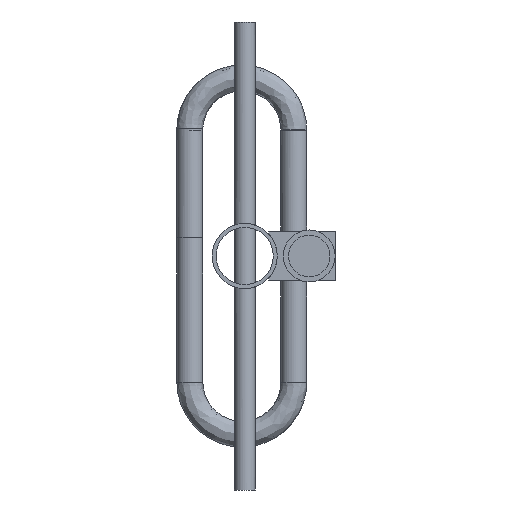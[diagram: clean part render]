
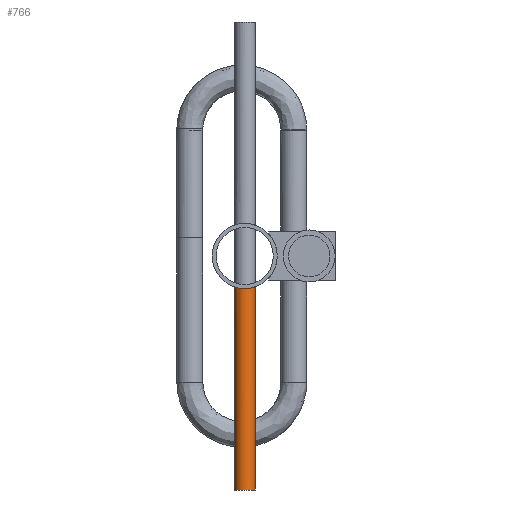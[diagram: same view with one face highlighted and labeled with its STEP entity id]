
A CAD part, front view. The second image highlights one B-rep face of the part: STEP entity #766.
In plain terms, the highlighted cylindrical face has radius 4 mm (diameter 8 mm), a partial arc.
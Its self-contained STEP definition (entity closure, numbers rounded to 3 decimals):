
#319 = ORIENTED_EDGE ( 'NONE', *, *, #3197, .F. ) ;
#326 = EDGE_CURVE ( 'NONE', #6246, #5935, #1464, .T. ) ;
#446 = CARTESIAN_POINT ( 'NONE',  ( -3.011, -138.646, -12.133 ) ) ;
#579 = CARTESIAN_POINT ( 'NONE',  ( 1.78, -139.592, -12.375 ) ) ;
#766 = ADVANCED_FACE ( 'NONE', ( #4053 ), #6690, .T. ) ;
#1012 = CARTESIAN_POINT ( 'NONE',  ( -2.008, -139.47, -12.34 ) ) ;
#1046 = CARTESIAN_POINT ( 'NONE',  ( 3.594, -137.776, -11.973 ) ) ;
#1100 = EDGE_LOOP ( 'NONE', ( #6325, #319, #1369, #1745 ) ) ;
#1115 = CARTESIAN_POINT ( 'NONE',  ( -3.469, -138.009, -12.01 ) ) ;
#1274 = CARTESIAN_POINT ( 'NONE',  ( -4., -136., -11.843 ) ) ;
#1369 = ORIENTED_EDGE ( 'NONE', *, *, #2887, .T. ) ;
#1422 = VECTOR ( 'NONE', #5283, 1000. ) ;
#1464 = LINE ( 'NONE', #5818, #1422 ) ;
#1476 = CARTESIAN_POINT ( 'NONE',  ( -3.871, -137.041, -11.886 ) ) ;
#1580 = CARTESIAN_POINT ( 'NONE',  ( -0.265, -140., -12.5 ) ) ;
#1649 = CARTESIAN_POINT ( 'NONE',  ( -3.179, -138.442, -12.09 ) ) ;
#1653 = AXIS2_PLACEMENT_3D ( 'NONE', #2974, #2402, #5020 ) ;
#1745 = ORIENTED_EDGE ( 'NONE', *, *, #3974, .T. ) ;
#1767 = VECTOR ( 'NONE', #4095, 1000. ) ;
#1914 = CARTESIAN_POINT ( 'NONE',  ( -4., -136., 90. ) ) ;
#1956 = CARTESIAN_POINT ( 'NONE',  ( 4., -136., -11.843 ) ) ;
#2012 = CARTESIAN_POINT ( 'NONE',  ( -4., -136.266, -11.843 ) ) ;
#2084 = CARTESIAN_POINT ( 'NONE',  ( -2.645, -139.012, -12.218 ) ) ;
#2117 = CARTESIAN_POINT ( 'NONE',  ( -2.444, -139.177, -12.261 ) ) ;
#2402 = DIRECTION ( 'NONE',  ( 0., 0., -1. ) ) ;
#2438 = B_SPLINE_CURVE_WITH_KNOTS ( 'NONE', 3,
 ( #4724, #2012, #6364, #1476, #3655, #5832, #1115, #1649, #446, #2084, #2117, #1012, #4300, #5399, #3759, #2683, #1580, #4262, #7034, #5934, #5329, #579, #6432, #4837, #3181, #4900, #6469, #3284, #1046, #6500, #4938, #3727, #5463, #3829 ),
 .UNSPECIFIED., .F., .F.,
 ( 4, 2, 2, 2, 2, 2, 2, 2, 2, 2, 2, 2, 2, 2, 2, 2, 4 ),
 ( 0., 0.001, 0.002, 0.002, 0.003, 0.004, 0.005, 0.006, 0.006, 0.007, 0.008, 0.009, 0.009, 0.01, 0.011, 0.012, 0.013 ),
 .UNSPECIFIED. ) ;
#2683 = CARTESIAN_POINT ( 'NONE',  ( -0.525, -139.974, -12.492 ) ) ;
#2887 = EDGE_CURVE ( 'NONE', #3656, #6088, #2981, .T. ) ;
#2946 = CARTESIAN_POINT ( 'NONE',  ( -4., -136., -90. ) ) ;
#2974 = CARTESIAN_POINT ( 'NONE',  ( 0., -136., 90. ) ) ;
#2981 = LINE ( 'NONE', #1914, #1767 ) ;
#3023 = DIRECTION ( 'NONE',  ( 0., 0., 1. ) ) ;
#3181 = CARTESIAN_POINT ( 'NONE',  ( 2.646, -139.011, -12.218 ) ) ;
#3197 = EDGE_CURVE ( 'NONE', #3656, #6246, #2438, .T. ) ;
#3284 = CARTESIAN_POINT ( 'NONE',  ( 3.468, -138.01, -12.01 ) ) ;
#3655 = CARTESIAN_POINT ( 'NONE',  ( -3.793, -137.296, -11.911 ) ) ;
#3656 = VERTEX_POINT ( 'NONE', #1274 ) ;
#3727 = CARTESIAN_POINT ( 'NONE',  ( 3.974, -136.528, -11.852 ) ) ;
#3759 = CARTESIAN_POINT ( 'NONE',  ( -1.043, -139.871, -12.459 ) ) ;
#3829 = CARTESIAN_POINT ( 'NONE',  ( 4., -136., -11.843 ) ) ;
#3974 = EDGE_CURVE ( 'NONE', #6088, #5935, #5021, .T. ) ;
#4053 = FACE_OUTER_BOUND ( 'NONE', #1100, .T. ) ;
#4095 = DIRECTION ( 'NONE',  ( 0., 0., -1. ) ) ;
#4138 = CARTESIAN_POINT ( 'NONE',  ( 0., -136., -90. ) ) ;
#4262 = CARTESIAN_POINT ( 'NONE',  ( 0.261, -140., -12.5 ) ) ;
#4300 = CARTESIAN_POINT ( 'NONE',  ( -1.778, -139.593, -12.375 ) ) ;
#4343 = AXIS2_PLACEMENT_3D ( 'NONE', #4138, #3023, #6843 ) ;
#4724 = CARTESIAN_POINT ( 'NONE',  ( -4., -136., -11.843 ) ) ;
#4837 = CARTESIAN_POINT ( 'NONE',  ( 2.442, -139.178, -12.261 ) ) ;
#4900 = CARTESIAN_POINT ( 'NONE',  ( 3.014, -138.642, -12.133 ) ) ;
#4938 = CARTESIAN_POINT ( 'NONE',  ( 3.87, -137.045, -11.886 ) ) ;
#5020 = DIRECTION ( 'NONE',  ( -1., 0., 0. ) ) ;
#5021 = CIRCLE ( 'NONE', #4343, 4. ) ;
#5283 = DIRECTION ( 'NONE',  ( 0., 0., -1. ) ) ;
#5329 = CARTESIAN_POINT ( 'NONE',  ( 1.293, -139.794, -12.435 ) ) ;
#5399 = CARTESIAN_POINT ( 'NONE',  ( -1.297, -139.793, -12.435 ) ) ;
#5463 = CARTESIAN_POINT ( 'NONE',  ( 4., -136.262, -11.843 ) ) ;
#5818 = CARTESIAN_POINT ( 'NONE',  ( 4., -136., 90. ) ) ;
#5832 = CARTESIAN_POINT ( 'NONE',  ( -3.592, -137.78, -11.973 ) ) ;
#5934 = CARTESIAN_POINT ( 'NONE',  ( 1.043, -139.871, -12.459 ) ) ;
#5935 = VERTEX_POINT ( 'NONE', #6147 ) ;
#6088 = VERTEX_POINT ( 'NONE', #2946 ) ;
#6147 = CARTESIAN_POINT ( 'NONE',  ( 4., -136., -90. ) ) ;
#6246 = VERTEX_POINT ( 'NONE', #1956 ) ;
#6325 = ORIENTED_EDGE ( 'NONE', *, *, #326, .F. ) ;
#6364 = CARTESIAN_POINT ( 'NONE',  ( -3.974, -136.528, -11.852 ) ) ;
#6432 = CARTESIAN_POINT ( 'NONE',  ( 2.011, -139.468, -12.339 ) ) ;
#6469 = CARTESIAN_POINT ( 'NONE',  ( 3.179, -138.442, -12.09 ) ) ;
#6500 = CARTESIAN_POINT ( 'NONE',  ( 3.794, -137.294, -11.911 ) ) ;
#6690 = CYLINDRICAL_SURFACE ( 'NONE', #1653, 4. ) ;
#6843 = DIRECTION ( 'NONE',  ( -1., 0., 0. ) ) ;
#7034 = CARTESIAN_POINT ( 'NONE',  ( 0.528, -139.974, -12.491 ) ) ;
